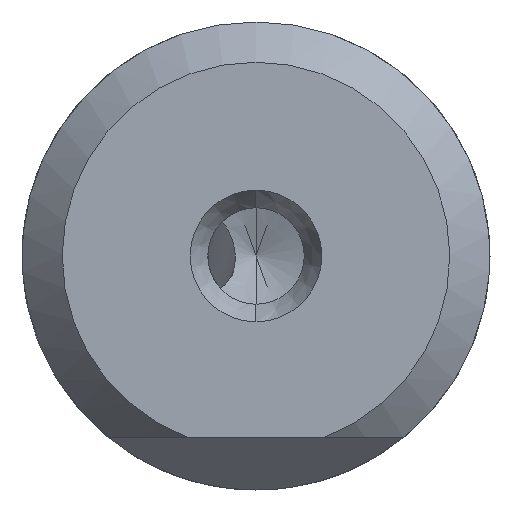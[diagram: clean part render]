
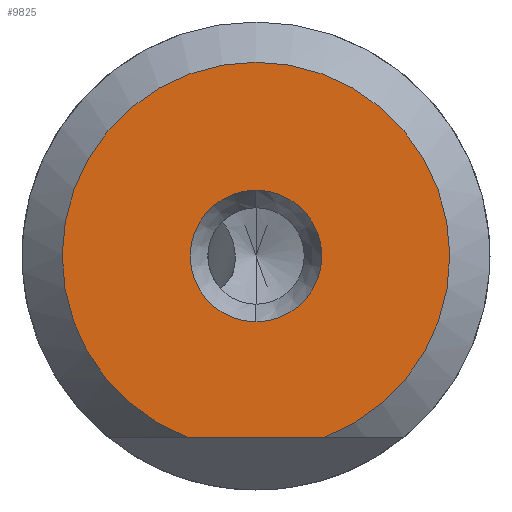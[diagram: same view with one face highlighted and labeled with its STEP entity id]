
A CAD part, left-side view. The second image highlights one B-rep face of the part: STEP entity #9825.
In plain terms, the highlighted planar face has unit normal (-1, 0, 0).
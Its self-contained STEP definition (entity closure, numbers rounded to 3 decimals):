
#155 = AXIS2_PLACEMENT_3D ( 'NONE', #2054, #8670, #8524 ) ;
#1435 = CARTESIAN_POINT ( 'NONE',  ( 0., 0., 0. ) ) ;
#1567 = DIRECTION ( 'NONE',  ( 0., 0., 1. ) ) ;
#2054 = CARTESIAN_POINT ( 'NONE',  ( 0., 0., 0. ) ) ;
#2934 = DIRECTION ( 'NONE',  ( 0., -1., 0. ) ) ;
#3081 = CARTESIAN_POINT ( 'NONE',  ( 0., 2.25, -6.2 ) ) ;
#4447 = EDGE_LOOP ( 'NONE', ( #22387, #11202 ) ) ;
#5029 = PLANE ( 'NONE',  #20826 ) ;
#5550 = CARTESIAN_POINT ( 'NONE',  ( 0., 0., 0. ) ) ;
#6013 = DIRECTION ( 'NONE',  ( 0., 0., 1. ) ) ;
#6513 = CARTESIAN_POINT ( 'NONE',  ( 0., -2.335, -6.2 ) ) ;
#6741 = CIRCLE ( 'NONE', #155, 6.625 ) ;
#8524 = DIRECTION ( 'NONE',  ( 0., 0., 1. ) ) ;
#8670 = DIRECTION ( 'NONE',  ( -1., 0., 0. ) ) ;
#9267 = EDGE_CURVE ( 'NONE', #21138, #17551, #26944, .T. ) ;
#9825 = ADVANCED_FACE ( 'NONE', ( #9869, #16926 ), #5029, .F. ) ;
#9869 = FACE_BOUND ( 'NONE', #4447, .T. ) ;
#10117 = LINE ( 'NONE', #3081, #23251 ) ;
#11202 = ORIENTED_EDGE ( 'NONE', *, *, #15541, .F. ) ;
#11374 = EDGE_LOOP ( 'NONE', ( #14806, #19010 ) ) ;
#11421 = AXIS2_PLACEMENT_3D ( 'NONE', #5550, #12745, #1567 ) ;
#12372 = CARTESIAN_POINT ( 'NONE',  ( 0., 2.25, 0. ) ) ;
#12745 = DIRECTION ( 'NONE',  ( -1., 0., 0. ) ) ;
#14714 = VERTEX_POINT ( 'NONE', #15634 ) ;
#14806 = ORIENTED_EDGE ( 'NONE', *, *, #25149, .T. ) ;
#15541 = EDGE_CURVE ( 'NONE', #17551, #21138, #17504, .T. ) ;
#15634 = CARTESIAN_POINT ( 'NONE',  ( 0., 2.335, -6.2 ) ) ;
#16162 = CARTESIAN_POINT ( 'NONE',  ( 0., 0., -2.25 ) ) ;
#16215 = VERTEX_POINT ( 'NONE', #6513 ) ;
#16926 = FACE_OUTER_BOUND ( 'NONE', #11374, .T. ) ;
#17504 = CIRCLE ( 'NONE', #23626, 2.25 ) ;
#17551 = VERTEX_POINT ( 'NONE', #16162 ) ;
#18845 = DIRECTION ( 'NONE',  ( 1., 0., 0. ) ) ;
#19010 = ORIENTED_EDGE ( 'NONE', *, *, #26230, .T. ) ;
#20826 = AXIS2_PLACEMENT_3D ( 'NONE', #12372, #18845, #27865 ) ;
#21138 = VERTEX_POINT ( 'NONE', #24474 ) ;
#22387 = ORIENTED_EDGE ( 'NONE', *, *, #9267, .F. ) ;
#23251 = VECTOR ( 'NONE', #2934, 1000. ) ;
#23626 = AXIS2_PLACEMENT_3D ( 'NONE', #1435, #26191, #6013 ) ;
#24474 = CARTESIAN_POINT ( 'NONE',  ( 0., 0., 2.25 ) ) ;
#25149 = EDGE_CURVE ( 'NONE', #16215, #14714, #6741, .T. ) ;
#26191 = DIRECTION ( 'NONE',  ( -1., 0., 0. ) ) ;
#26230 = EDGE_CURVE ( 'NONE', #14714, #16215, #10117, .T. ) ;
#26944 = CIRCLE ( 'NONE', #11421, 2.25 ) ;
#27865 = DIRECTION ( 'NONE',  ( 0., 0., -1. ) ) ;
